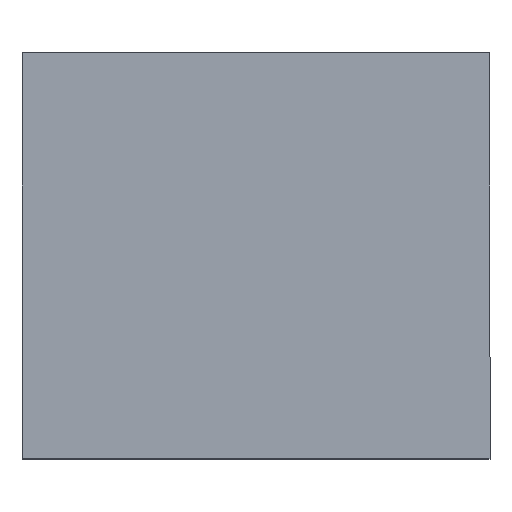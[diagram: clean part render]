
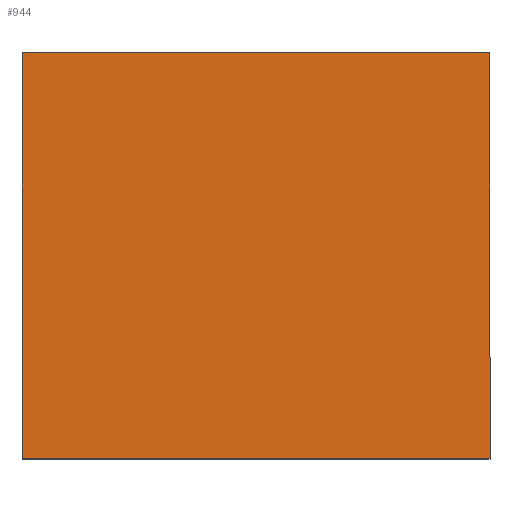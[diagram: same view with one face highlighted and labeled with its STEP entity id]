
A CAD part, top view. The second image highlights one B-rep face of the part: STEP entity #944.
In plain terms, the highlighted planar face has unit normal (0, 0, 1).
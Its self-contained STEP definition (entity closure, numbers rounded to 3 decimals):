
#16 = FACE_OUTER_BOUND ( 'NONE', #547, .T. ) ;
#75 = VECTOR ( 'NONE', #772, 1000. ) ;
#86 = LINE ( 'NONE', #676, #75 ) ;
#122 = CARTESIAN_POINT ( 'NONE',  ( -8.65, 7.5, 12.5 ) ) ;
#141 = ORIENTED_EDGE ( 'NONE', *, *, #395, .T. ) ;
#152 = CARTESIAN_POINT ( 'NONE',  ( -8.65, -7.5, 12.5 ) ) ;
#226 = DIRECTION ( 'NONE',  ( -1., 0., 0. ) ) ;
#312 = CARTESIAN_POINT ( 'NONE',  ( 8.65, 7.5, 12.5 ) ) ;
#371 = EDGE_CURVE ( 'NONE', #1112, #918, #964, .T. ) ;
#373 = DIRECTION ( 'NONE',  ( 0., 0., 1. ) ) ;
#395 = EDGE_CURVE ( 'NONE', #621, #1112, #807, .T. ) ;
#439 = EDGE_CURVE ( 'NONE', #918, #743, #86, .T. ) ;
#442 = EDGE_CURVE ( 'NONE', #743, #621, #563, .T. ) ;
#478 = DIRECTION ( 'NONE',  ( 0., -1., 0. ) ) ;
#547 = EDGE_LOOP ( 'NONE', ( #908, #836, #141, #811 ) ) ;
#563 = LINE ( 'NONE', #122, #866 ) ;
#582 = VECTOR ( 'NONE', #478, 1000. ) ;
#621 = VERTEX_POINT ( 'NONE', #912 ) ;
#670 = VECTOR ( 'NONE', #942, 1000. ) ;
#676 = CARTESIAN_POINT ( 'NONE',  ( 8.65, 7.5, 12.5 ) ) ;
#743 = VERTEX_POINT ( 'NONE', #312 ) ;
#772 = DIRECTION ( 'NONE',  ( 0., 1., 0. ) ) ;
#807 = LINE ( 'NONE', #941, #582 ) ;
#811 = ORIENTED_EDGE ( 'NONE', *, *, #371, .T. ) ;
#828 = PLANE ( 'NONE',  #1087 ) ;
#836 = ORIENTED_EDGE ( 'NONE', *, *, #442, .T. ) ;
#840 = DIRECTION ( 'NONE',  ( 1., 0., 0. ) ) ;
#866 = VECTOR ( 'NONE', #226, 1000. ) ;
#908 = ORIENTED_EDGE ( 'NONE', *, *, #439, .T. ) ;
#912 = CARTESIAN_POINT ( 'NONE',  ( -8.65, 7.5, 12.5 ) ) ;
#918 = VERTEX_POINT ( 'NONE', #934 ) ;
#934 = CARTESIAN_POINT ( 'NONE',  ( 8.65, -7.5, 12.5 ) ) ;
#941 = CARTESIAN_POINT ( 'NONE',  ( -8.65, 7.5, 12.5 ) ) ;
#942 = DIRECTION ( 'NONE',  ( 1., 0., 0. ) ) ;
#944 = ADVANCED_FACE ( 'NONE', ( #16 ), #828, .T. ) ;
#964 = LINE ( 'NONE', #152, #670 ) ;
#1012 = CARTESIAN_POINT ( 'NONE',  ( 0., 0., 12.5 ) ) ;
#1062 = CARTESIAN_POINT ( 'NONE',  ( -8.65, -7.5, 12.5 ) ) ;
#1087 = AXIS2_PLACEMENT_3D ( 'NONE', #1012, #373, #840 ) ;
#1112 = VERTEX_POINT ( 'NONE', #1062 ) ;
